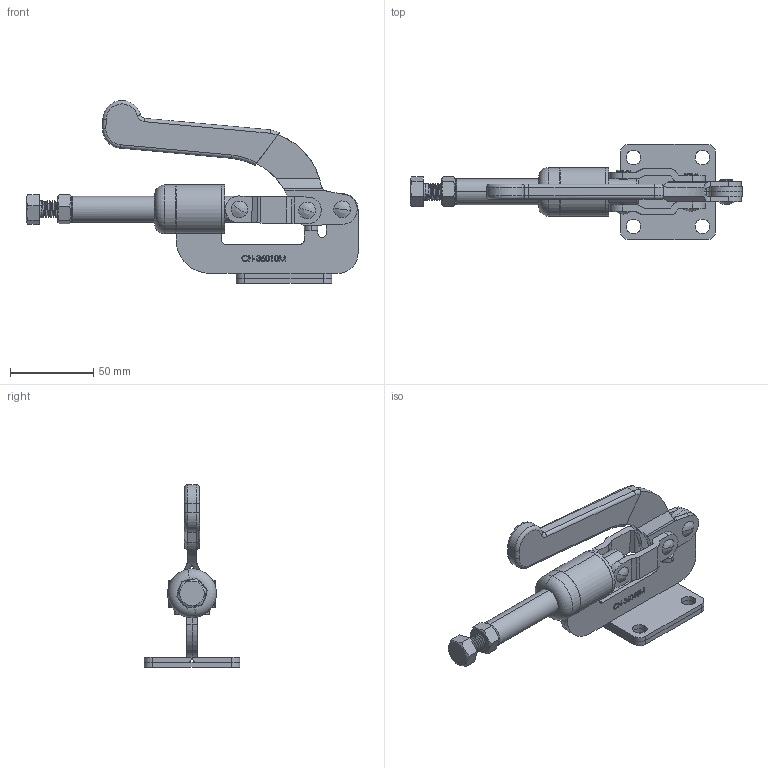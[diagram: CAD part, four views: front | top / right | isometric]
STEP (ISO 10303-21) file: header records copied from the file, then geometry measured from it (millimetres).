
FILE_DESCRIPTION (( 'STEP AP203' ), '1' );
FILE_NAME ('CH-36010M.STEP', '2017-11-24T07:37:46', ( 'Windows' ), ( 'Microsoft' ), 'SwSTEP 2.0', 'SolidWorks 2015', '' );
FILE_SCHEMA (( 'CONFIG_CONTROL_DESIGN' ));
Length unit declared in the file: millimetre
Products named in the file (15): 36010shoubattt; CH-36010M-09; CH-36010M; CH-36010M-10; CH-36010M-11; M10 Nut; CH-36010M-01 BASE; CH-SA-105015 SPINDLE SUPPLIED; CH-36010M-05 LEAD SET; CH-36010M-06; CH-36010M-02 CREST STALK; CH-36010M-08; CH-36010M-07; 36010shouba; CH-36010M-04 CONNECTING-PLATE
Assembly tree (15 placements, depth 2):
  CH-36010M
    CH-36010M-01 BASE
    CH-36010M-05 LEAD SET
    CH-36010M-02 CREST STALK
    CH-36010M-07
    CH-36010M-04 CONNECTING-PLATE  x2
    CH-36010M-09
    CH-36010M-10
    CH-36010M-11
    M10 Nut
    CH-SA-105015 SPINDLE SUPPLIED
    CH-36010M-06
    CH-36010M-08
    36010shouba
    36010shoubattt
Bounding box: 199.03 x 57.2 x 109.58 mm (x, y, z)
Volume: 112802.2 mm3; surface area: 78347.5 mm2
Topology: 16 solids, 16 shells, 815 faces, 2179 edges, 1422 vertices
Faces by surface type: plane 279, cylinder 268, bspline 194, cone 42, torus 32
Entity records: 38871 total; most frequent: CARTESIAN_POINT 19318, ORIENTED_EDGE 4202, DIRECTION 3030, EDGE_CURVE 2101, VERTEX_POINT 1378, VECTOR 1050, LINE 1050, AXIS2_PLACEMENT_3D 990
